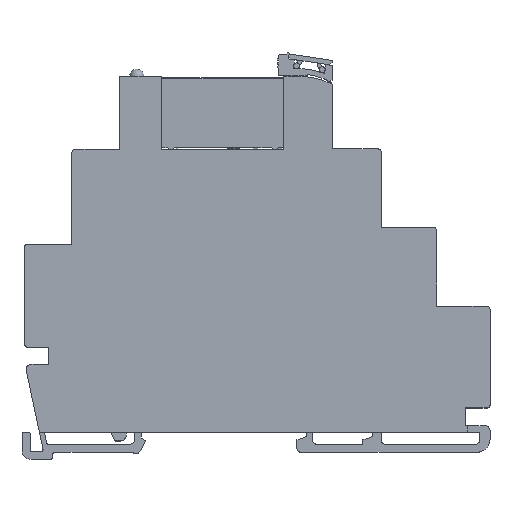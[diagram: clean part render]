
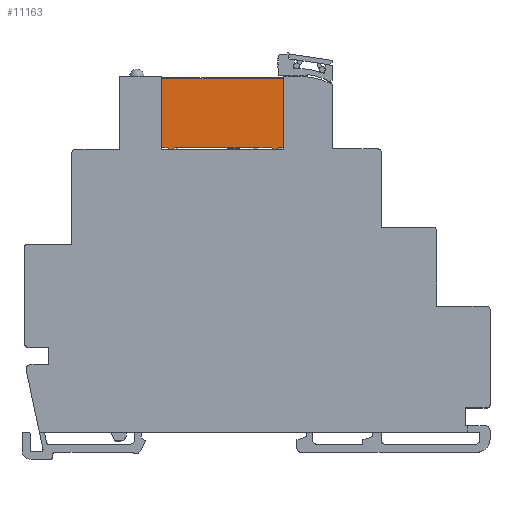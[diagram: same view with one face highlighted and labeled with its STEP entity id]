
A CAD part, top view. The second image highlights one B-rep face of the part: STEP entity #11163.
In plain terms, the highlighted planar face has unit normal (0, 0, 1).
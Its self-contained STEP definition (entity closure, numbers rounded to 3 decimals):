
#482 = CARTESIAN_POINT ( 'NONE',  ( -14.34, 58.056, 5.55 ) ) ;
#601 = VERTEX_POINT ( 'NONE', #2789 ) ;
#720 = EDGE_CURVE ( 'NONE', #12699, #6659, #2595, .T. ) ;
#732 = EDGE_CURVE ( 'NONE', #4515, #2267, #16523, .T. ) ;
#848 = PLANE ( 'NONE',  #1549 ) ;
#897 = LINE ( 'NONE', #5564, #6697 ) ;
#907 = DIRECTION ( 'NONE',  ( 0., 0., 1. ) ) ;
#1058 = EDGE_CURVE ( 'NONE', #5238, #11932, #897, .T. ) ;
#1344 = LINE ( 'NONE', #6014, #14147 ) ;
#1537 = DIRECTION ( 'NONE',  ( 0.832, -0.555, 0. ) ) ;
#1549 = AXIS2_PLACEMENT_3D ( 'NONE', #1783, #907, #11398 ) ;
#1608 = ORIENTED_EDGE ( 'NONE', *, *, #3411, .T. ) ;
#1774 = LINE ( 'NONE', #14189, #9934 ) ;
#1783 = CARTESIAN_POINT ( 'NONE',  ( -3559.444, -2586.576, 5.55 ) ) ;
#1798 = CARTESIAN_POINT ( 'NONE',  ( -14.34, 58.056, 5.55 ) ) ;
#2146 = EDGE_CURVE ( 'NONE', #601, #13431, #9529, .T. ) ;
#2181 = VECTOR ( 'NONE', #14862, 1000. ) ;
#2267 = VERTEX_POINT ( 'NONE', #15359 ) ;
#2364 = VECTOR ( 'NONE', #10227, 1000. ) ;
#2595 = LINE ( 'NONE', #3388, #14149 ) ;
#2789 = CARTESIAN_POINT ( 'NONE',  ( -14.94, 58.056, 5.55 ) ) ;
#2892 = ORIENTED_EDGE ( 'NONE', *, *, #732, .T. ) ;
#3388 = CARTESIAN_POINT ( 'NONE',  ( 10.15, 101.894, 5.55 ) ) ;
#3411 = EDGE_CURVE ( 'NONE', #12699, #8337, #14562, .T. ) ;
#3546 = EDGE_CURVE ( 'NONE', #11932, #4251, #11420, .T. ) ;
#4251 = VERTEX_POINT ( 'NONE', #9840 ) ;
#4510 = DIRECTION ( 'NONE',  ( 1., 0., 0. ) ) ;
#4515 = VERTEX_POINT ( 'NONE', #8155 ) ;
#4967 = CARTESIAN_POINT ( 'NONE',  ( -17.578, 72.856, 5.55 ) ) ;
#5055 = VECTOR ( 'NONE', #12697, 1000. ) ;
#5238 = VERTEX_POINT ( 'NONE', #5744 ) ;
#5420 = FACE_OUTER_BOUND ( 'NONE', #8150, .T. ) ;
#5478 = ORIENTED_EDGE ( 'NONE', *, *, #720, .F. ) ;
#5564 = CARTESIAN_POINT ( 'NONE',  ( 10.15, 58.356, 5.55 ) ) ;
#5744 = CARTESIAN_POINT ( 'NONE',  ( -13.89, 58.356, 5.55 ) ) ;
#5793 = ORIENTED_EDGE ( 'NONE', *, *, #6874, .T. ) ;
#5894 = ORIENTED_EDGE ( 'NONE', *, *, #10699, .T. ) ;
#6014 = CARTESIAN_POINT ( 'NONE',  ( 7.512, 58.056, 5.55 ) ) ;
#6496 = VECTOR ( 'NONE', #8807, 1000. ) ;
#6659 = VERTEX_POINT ( 'NONE', #16444 ) ;
#6697 = VECTOR ( 'NONE', #15324, 1000. ) ;
#6874 = EDGE_CURVE ( 'NONE', #8123, #14183, #12452, .T. ) ;
#7005 = CARTESIAN_POINT ( 'NONE',  ( 6.912, 58.056, 5.55 ) ) ;
#7635 = ORIENTED_EDGE ( 'NONE', *, *, #11032, .T. ) ;
#7740 = ORIENTED_EDGE ( 'NONE', *, *, #2146, .T. ) ;
#8123 = VERTEX_POINT ( 'NONE', #15534 ) ;
#8150 = EDGE_LOOP ( 'NONE', ( #9779, #17194, #14031, #11990, #5793, #11210, #5478, #1608, #5894, #2892, #7635, #7740 ) ) ;
#8155 = CARTESIAN_POINT ( 'NONE',  ( -17.578, 58.356, 5.55 ) ) ;
#8196 = LINE ( 'NONE', #12336, #2181 ) ;
#8241 = VECTOR ( 'NONE', #10002, 1000. ) ;
#8337 = VERTEX_POINT ( 'NONE', #17403 ) ;
#8594 = EDGE_CURVE ( 'NONE', #13431, #5238, #10925, .T. ) ;
#8807 = DIRECTION ( 'NONE',  ( 1., 0., 0. ) ) ;
#8910 = CARTESIAN_POINT ( 'NONE',  ( 7.962, 58.356, 5.55 ) ) ;
#9529 = LINE ( 'NONE', #16799, #8241 ) ;
#9779 = ORIENTED_EDGE ( 'NONE', *, *, #8594, .T. ) ;
#9840 = CARTESIAN_POINT ( 'NONE',  ( 6.912, 58.056, 5.55 ) ) ;
#9881 = DIRECTION ( 'NONE',  ( 0., -1., 0. ) ) ;
#9934 = VECTOR ( 'NONE', #10158, 1000. ) ;
#10002 = DIRECTION ( 'NONE',  ( 1., 0., 0. ) ) ;
#10075 = EDGE_CURVE ( 'NONE', #14183, #6659, #12329, .T. ) ;
#10158 = DIRECTION ( 'NONE',  ( 0., -1., 0. ) ) ;
#10227 = DIRECTION ( 'NONE',  ( 0.832, 0.555, 0. ) ) ;
#10699 = EDGE_CURVE ( 'NONE', #8337, #4515, #1774, .T. ) ;
#10925 = LINE ( 'NONE', #482, #16887 ) ;
#10983 = CARTESIAN_POINT ( 'NONE',  ( 7.962, 58.356, 5.55 ) ) ;
#11032 = EDGE_CURVE ( 'NONE', #2267, #601, #8196, .T. ) ;
#11163 = ADVANCED_FACE ( 'NONE', ( #5420 ), #848, .T. ) ;
#11210 = ORIENTED_EDGE ( 'NONE', *, *, #10075, .T. ) ;
#11398 = DIRECTION ( 'NONE',  ( 1., 0., 0. ) ) ;
#11420 = LINE ( 'NONE', #7005, #14348 ) ;
#11636 = DIRECTION ( 'NONE',  ( -1., 0., 0. ) ) ;
#11857 = DIRECTION ( 'NONE',  ( 0.832, 0.555, 0. ) ) ;
#11932 = VERTEX_POINT ( 'NONE', #13871 ) ;
#11952 = EDGE_CURVE ( 'NONE', #4251, #8123, #1344, .T. ) ;
#11990 = ORIENTED_EDGE ( 'NONE', *, *, #11952, .T. ) ;
#12329 = LINE ( 'NONE', #15526, #5055 ) ;
#12336 = CARTESIAN_POINT ( 'NONE',  ( -15.39, 58.356, 5.55 ) ) ;
#12452 = LINE ( 'NONE', #8910, #2364 ) ;
#12697 = DIRECTION ( 'NONE',  ( 1., 0., 0. ) ) ;
#12699 = VERTEX_POINT ( 'NONE', #13428 ) ;
#12980 = CARTESIAN_POINT ( 'NONE',  ( 10.15, 58.356, 5.55 ) ) ;
#13428 = CARTESIAN_POINT ( 'NONE',  ( 10.15, 72.858, 5.55 ) ) ;
#13431 = VERTEX_POINT ( 'NONE', #1798 ) ;
#13871 = CARTESIAN_POINT ( 'NONE',  ( 6.462, 58.356, 5.55 ) ) ;
#14031 = ORIENTED_EDGE ( 'NONE', *, *, #3546, .T. ) ;
#14147 = VECTOR ( 'NONE', #4510, 1000. ) ;
#14149 = VECTOR ( 'NONE', #9881, 1000. ) ;
#14183 = VERTEX_POINT ( 'NONE', #10983 ) ;
#14189 = CARTESIAN_POINT ( 'NONE',  ( -17.578, 101.894, 5.55 ) ) ;
#14348 = VECTOR ( 'NONE', #1537, 1000. ) ;
#14562 = LINE ( 'NONE', #4967, #16306 ) ;
#14862 = DIRECTION ( 'NONE',  ( 0.832, -0.555, 0. ) ) ;
#15324 = DIRECTION ( 'NONE',  ( 1., 0., 0. ) ) ;
#15359 = CARTESIAN_POINT ( 'NONE',  ( -15.39, 58.356, 5.55 ) ) ;
#15526 = CARTESIAN_POINT ( 'NONE',  ( 10.15, 58.356, 5.55 ) ) ;
#15534 = CARTESIAN_POINT ( 'NONE',  ( 7.512, 58.056, 5.55 ) ) ;
#16306 = VECTOR ( 'NONE', #11636, 1000. ) ;
#16444 = CARTESIAN_POINT ( 'NONE',  ( 10.15, 58.356, 5.55 ) ) ;
#16523 = LINE ( 'NONE', #12980, #6496 ) ;
#16799 = CARTESIAN_POINT ( 'NONE',  ( -14.94, 58.056, 5.55 ) ) ;
#16887 = VECTOR ( 'NONE', #11857, 1000. ) ;
#17194 = ORIENTED_EDGE ( 'NONE', *, *, #1058, .T. ) ;
#17403 = CARTESIAN_POINT ( 'NONE',  ( -17.578, 72.856, 5.55 ) ) ;
